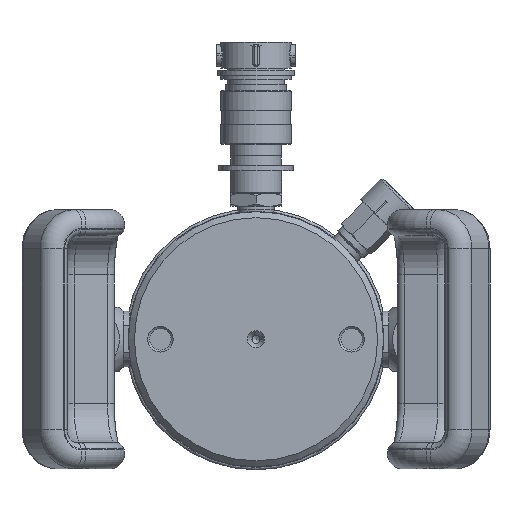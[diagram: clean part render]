
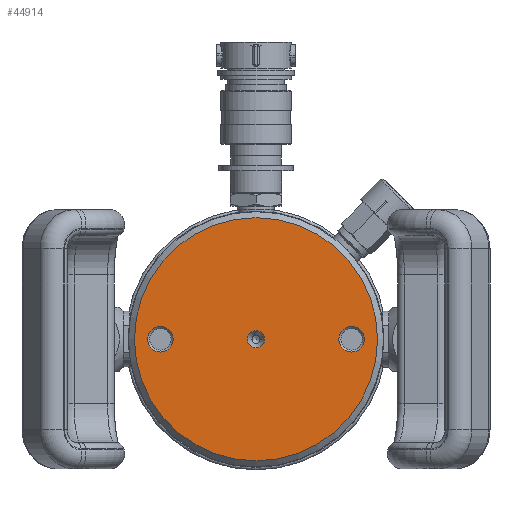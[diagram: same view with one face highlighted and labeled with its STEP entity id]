
A CAD part, front view. The second image highlights one B-rep face of the part: STEP entity #44914.
In plain terms, the highlighted planar face has unit normal (0, -1, 0).
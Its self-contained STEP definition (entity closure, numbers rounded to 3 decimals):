
#1120 = CARTESIAN_POINT ( 'NONE',  ( 0., 0., 0. ) ) ;
#1767 = EDGE_CURVE ( 'NONE', #2633, #2633, #42735, .T. ) ;
#2112 = AXIS2_PLACEMENT_3D ( 'NONE', #13958, #42549, #26309 ) ;
#2633 = VERTEX_POINT ( 'NONE', #2979 ) ;
#2979 = CARTESIAN_POINT ( 'NONE',  ( 47.6, 0., -6.35 ) ) ;
#3085 = EDGE_LOOP ( 'NONE', ( #52518 ) ) ;
#3128 = VERTEX_POINT ( 'NONE', #20554 ) ;
#3549 = DIRECTION ( 'NONE',  ( 0., 1., 0. ) ) ;
#6623 = PLANE ( 'NONE',  #38195 ) ;
#7135 = CARTESIAN_POINT ( 'NONE',  ( 0., 0., 0. ) ) ;
#7175 = CARTESIAN_POINT ( 'NONE',  ( 0., 0., 60.5 ) ) ;
#7382 = CARTESIAN_POINT ( 'NONE',  ( 47.6, 0., 0. ) ) ;
#7409 = DIRECTION ( 'NONE',  ( 0., -1., 0. ) ) ;
#9995 = EDGE_LOOP ( 'NONE', ( #32631 ) ) ;
#10091 = EDGE_LOOP ( 'NONE', ( #35974 ) ) ;
#11876 = FACE_BOUND ( 'NONE', #35482, .T. ) ;
#13958 = CARTESIAN_POINT ( 'NONE',  ( 0., 0., 0. ) ) ;
#16998 = FACE_BOUND ( 'NONE', #3085, .T. ) ;
#17164 = DIRECTION ( 'NONE',  ( 0., 0., 1. ) ) ;
#20216 = CIRCLE ( 'NONE', #29257, 6.35 ) ;
#20554 = CARTESIAN_POINT ( 'NONE',  ( -47.6, 0., -6.35 ) ) ;
#21162 = EDGE_CURVE ( 'NONE', #40838, #40838, #33848, .T. ) ;
#21445 = FACE_OUTER_BOUND ( 'NONE', #9995, .T. ) ;
#21547 = ORIENTED_EDGE ( 'NONE', *, *, #45503, .F. ) ;
#23577 = VERTEX_POINT ( 'NONE', #7175 ) ;
#23819 = DIRECTION ( 'NONE',  ( 0., -1., 0. ) ) ;
#26309 = DIRECTION ( 'NONE',  ( 0., 0., -1. ) ) ;
#29257 = AXIS2_PLACEMENT_3D ( 'NONE', #52387, #7409, #48473 ) ;
#30905 = EDGE_CURVE ( 'NONE', #23577, #23577, #46574, .T. ) ;
#32631 = ORIENTED_EDGE ( 'NONE', *, *, #30905, .T. ) ;
#33848 = CIRCLE ( 'NONE', #2112, 4.25 ) ;
#35482 = EDGE_LOOP ( 'NONE', ( #21547 ) ) ;
#35974 = ORIENTED_EDGE ( 'NONE', *, *, #21162, .F. ) ;
#38195 = AXIS2_PLACEMENT_3D ( 'NONE', #7135, #3549, #40311 ) ;
#38260 = DIRECTION ( 'NONE',  ( 0., -1., 0. ) ) ;
#39342 = AXIS2_PLACEMENT_3D ( 'NONE', #7382, #23819, #40214 ) ;
#40214 = DIRECTION ( 'NONE',  ( 0., 0., -1. ) ) ;
#40311 = DIRECTION ( 'NONE',  ( 0., 0., 1. ) ) ;
#40601 = FACE_BOUND ( 'NONE', #10091, .T. ) ;
#40838 = VERTEX_POINT ( 'NONE', #46524 ) ;
#42549 = DIRECTION ( 'NONE',  ( 0., -1., 0. ) ) ;
#42735 = CIRCLE ( 'NONE', #39342, 6.35 ) ;
#44914 = ADVANCED_FACE ( 'NONE', ( #16998, #11876, #21445, #40601 ), #6623, .F. ) ;
#45503 = EDGE_CURVE ( 'NONE', #3128, #3128, #20216, .T. ) ;
#46524 = CARTESIAN_POINT ( 'NONE',  ( 0., 0., -4.25 ) ) ;
#46574 = CIRCLE ( 'NONE', #47940, 60.5 ) ;
#47940 = AXIS2_PLACEMENT_3D ( 'NONE', #1120, #38260, #17164 ) ;
#48473 = DIRECTION ( 'NONE',  ( 0., 0., -1. ) ) ;
#52387 = CARTESIAN_POINT ( 'NONE',  ( -47.6, 0., 0. ) ) ;
#52518 = ORIENTED_EDGE ( 'NONE', *, *, #1767, .F. ) ;
